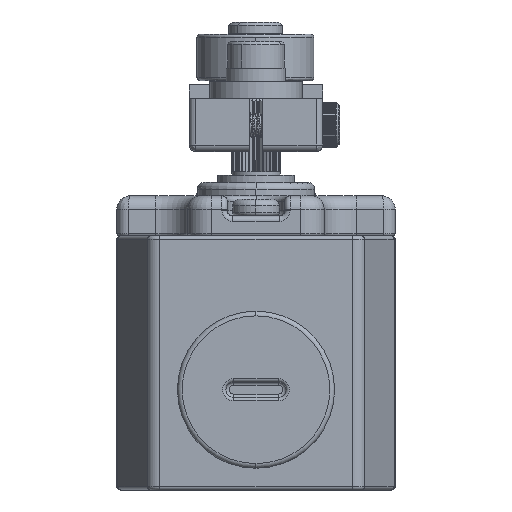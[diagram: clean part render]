
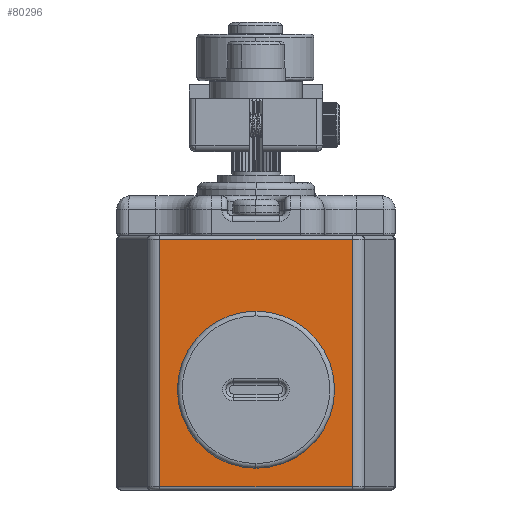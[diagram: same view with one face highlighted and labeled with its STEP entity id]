
A CAD part, front view. The second image highlights one B-rep face of the part: STEP entity #80296.
In plain terms, the highlighted planar face has unit normal (0, -1, 0).
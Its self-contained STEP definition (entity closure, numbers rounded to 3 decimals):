
#1245 = LINE ( 'NONE', #88962, #90584 ) ;
#4005 = CARTESIAN_POINT ( 'NONE',  ( 14.401, -80., 38. ) ) ;
#6858 = EDGE_LOOP ( 'NONE', ( #110386, #19016, #94924, #14857 ) ) ;
#7966 = EDGE_CURVE ( 'NONE', #66131, #21683, #19258, .T. ) ;
#8671 = DIRECTION ( 'NONE',  ( 0., 1., 0. ) ) ;
#9620 = DIRECTION ( 'NONE',  ( 1., 0., 0. ) ) ;
#12006 = LINE ( 'NONE', #96301, #106923 ) ;
#13545 = VERTEX_POINT ( 'NONE', #35264 ) ;
#14857 = ORIENTED_EDGE ( 'NONE', *, *, #57654, .T. ) ;
#17765 = CARTESIAN_POINT ( 'NONE',  ( 14.401, -80., 0.5 ) ) ;
#19016 = ORIENTED_EDGE ( 'NONE', *, *, #22665, .T. ) ;
#19043 = ORIENTED_EDGE ( 'NONE', *, *, #58991, .T. ) ;
#19258 = CIRCLE ( 'NONE', #34276, 11. ) ;
#21683 = VERTEX_POINT ( 'NONE', #78200 ) ;
#22266 = VECTOR ( 'NONE', #9620, 1000. ) ;
#22665 = EDGE_CURVE ( 'NONE', #106409, #56676, #30654, .T. ) ;
#24291 = FACE_BOUND ( 'NONE', #77476, .T. ) ;
#25377 = CARTESIAN_POINT ( 'NONE',  ( 0., -80., 15. ) ) ;
#30487 = CIRCLE ( 'NONE', #31268, 11. ) ;
#30654 = LINE ( 'NONE', #81003, #22266 ) ;
#31268 = AXIS2_PLACEMENT_3D ( 'NONE', #25377, #87751, #34321 ) ;
#34276 = AXIS2_PLACEMENT_3D ( 'NONE', #94253, #40769, #103226 ) ;
#34321 = DIRECTION ( 'NONE',  ( 0., 0., 1. ) ) ;
#35264 = CARTESIAN_POINT ( 'NONE',  ( 14.401, -80., 37.5 ) ) ;
#40769 = DIRECTION ( 'NONE',  ( 0., 1., 0. ) ) ;
#42760 = DIRECTION ( 'NONE',  ( 0., 0., -1. ) ) ;
#52737 = PLANE ( 'NONE',  #111896 ) ;
#55348 = EDGE_CURVE ( 'NONE', #56676, #13545, #112394, .T. ) ;
#56676 = VERTEX_POINT ( 'NONE', #17765 ) ;
#57654 = EDGE_CURVE ( 'NONE', #13545, #114908, #1245, .T. ) ;
#58991 = EDGE_CURVE ( 'NONE', #21683, #66131, #30487, .T. ) ;
#62186 = VECTOR ( 'NONE', #93330, 1000. ) ;
#62454 = DIRECTION ( 'NONE',  ( -1., 0., 0. ) ) ;
#66131 = VERTEX_POINT ( 'NONE', #107474 ) ;
#71050 = DIRECTION ( 'NONE',  ( 0., 0., 1. ) ) ;
#77476 = EDGE_LOOP ( 'NONE', ( #92101, #19043 ) ) ;
#78200 = CARTESIAN_POINT ( 'NONE',  ( 0., -80., 26. ) ) ;
#79648 = CARTESIAN_POINT ( 'NONE',  ( -20.8, -80., 38. ) ) ;
#80296 = ADVANCED_FACE ( 'NONE', ( #24291, #89865 ), #52737, .F. ) ;
#81003 = CARTESIAN_POINT ( 'NONE',  ( -20.8, -80., 0.5 ) ) ;
#84005 = CARTESIAN_POINT ( 'NONE',  ( -14.401, -80., 0.5 ) ) ;
#87751 = DIRECTION ( 'NONE',  ( 0., 1., 0. ) ) ;
#88962 = CARTESIAN_POINT ( 'NONE',  ( -14.401, -80., 37.5 ) ) ;
#89865 = FACE_OUTER_BOUND ( 'NONE', #6858, .T. ) ;
#90584 = VECTOR ( 'NONE', #62454, 1000. ) ;
#92101 = ORIENTED_EDGE ( 'NONE', *, *, #7966, .T. ) ;
#93330 = DIRECTION ( 'NONE',  ( 0., 0., 1. ) ) ;
#94083 = CARTESIAN_POINT ( 'NONE',  ( -14.401, -80., 37.5 ) ) ;
#94253 = CARTESIAN_POINT ( 'NONE',  ( 0., -80., 15. ) ) ;
#94924 = ORIENTED_EDGE ( 'NONE', *, *, #55348, .T. ) ;
#96301 = CARTESIAN_POINT ( 'NONE',  ( -14.401, -80., 38. ) ) ;
#101427 = EDGE_CURVE ( 'NONE', #114908, #106409, #12006, .T. ) ;
#103226 = DIRECTION ( 'NONE',  ( 0., 0., 1. ) ) ;
#106409 = VERTEX_POINT ( 'NONE', #84005 ) ;
#106923 = VECTOR ( 'NONE', #42760, 1000. ) ;
#107474 = CARTESIAN_POINT ( 'NONE',  ( 0., -80., 4. ) ) ;
#110386 = ORIENTED_EDGE ( 'NONE', *, *, #101427, .T. ) ;
#111896 = AXIS2_PLACEMENT_3D ( 'NONE', #79648, #8671, #71050 ) ;
#112394 = LINE ( 'NONE', #4005, #62186 ) ;
#114908 = VERTEX_POINT ( 'NONE', #94083 ) ;
